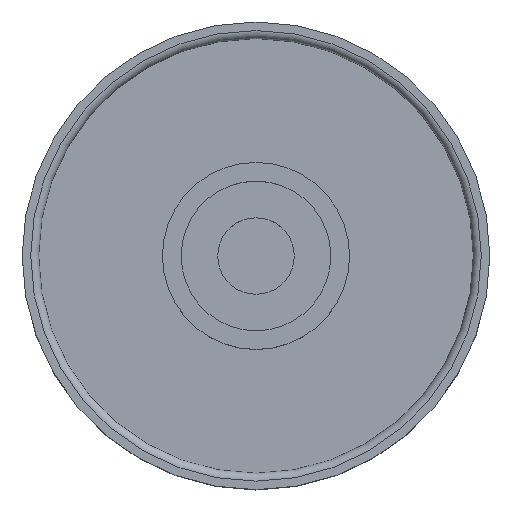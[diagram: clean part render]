
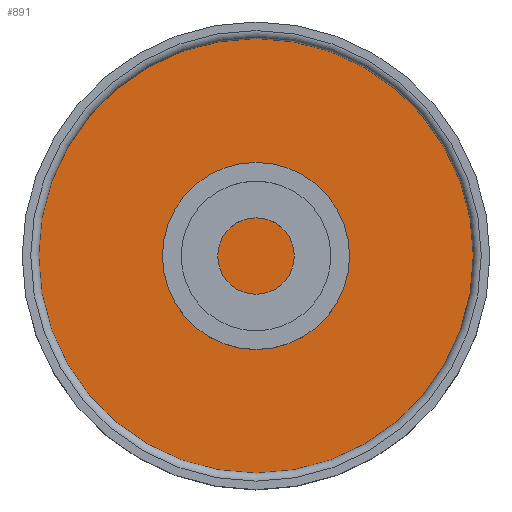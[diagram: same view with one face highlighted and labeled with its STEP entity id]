
A CAD part, top view. The second image highlights one B-rep face of the part: STEP entity #891.
In plain terms, the highlighted planar face has unit normal (0, 0, 1).
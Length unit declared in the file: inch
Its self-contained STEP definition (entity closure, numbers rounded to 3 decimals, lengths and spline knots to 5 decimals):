
#6 = AXIS2_PLACEMENT_3D ( 'NONE', #279, #294, #869 ) ;
#17 = FACE_BOUND ( 'NONE', #829, .T. ) ;
#37 = EDGE_CURVE ( 'NONE', #660, #326, #40, .T. ) ;
#38 = VERTEX_POINT ( 'NONE', #140 ) ;
#40 = CIRCLE ( 'NONE', #427, 0.28125 ) ;
#65 = LINE ( 'NONE', #432, #835 ) ;
#66 = DIRECTION ( 'NONE',  ( 0.667, -0.745, 0. ) ) ;
#68 = EDGE_CURVE ( 'NONE', #210, #361, #723, .T. ) ;
#104 = CIRCLE ( 'NONE', #633, 0.31496 ) ;
#117 = ORIENTED_EDGE ( 'NONE', *, *, #37, .F. ) ;
#131 = CARTESIAN_POINT ( 'NONE',  ( 0., 0., 0.0625 ) ) ;
#140 = CARTESIAN_POINT ( 'NONE',  ( 0.20997, 0.23476, 0.0625 ) ) ;
#141 = EDGE_CURVE ( 'NONE', #684, #927, #501, .T. ) ;
#144 = CARTESIAN_POINT ( 'NONE',  ( 0., 0., 0.0625 ) ) ;
#148 = AXIS2_PLACEMENT_3D ( 'NONE', #144, #426, #152 ) ;
#152 = DIRECTION ( 'NONE',  ( 1., 0., 0. ) ) ;
#153 = ORIENTED_EDGE ( 'NONE', *, *, #155, .F. ) ;
#155 = EDGE_CURVE ( 'NONE', #644, #684, #517, .T. ) ;
#157 = DIRECTION ( 'NONE',  ( 1., 0., 0. ) ) ;
#159 = CARTESIAN_POINT ( 'NONE',  ( 0.20997, -0.23476, 0.0625 ) ) ;
#177 = EDGE_CURVE ( 'NONE', #927, #38, #104, .T. ) ;
#180 = VECTOR ( 'NONE', #840, 39.37008 ) ;
#201 = EDGE_LOOP ( 'NONE', ( #237, #677, #389, #117 ) ) ;
#210 = VERTEX_POINT ( 'NONE', #319 ) ;
#233 = EDGE_CURVE ( 'NONE', #799, #799, #894, .T. ) ;
#235 = DIRECTION ( 'NONE',  ( 1., 0., 0. ) ) ;
#237 = ORIENTED_EDGE ( 'NONE', *, *, #687, .F. ) ;
#251 = EDGE_LOOP ( 'NONE', ( #341 ) ) ;
#256 = LINE ( 'NONE', #559, #339 ) ;
#279 = CARTESIAN_POINT ( 'NONE',  ( 0., 0., 0.0625 ) ) ;
#294 = DIRECTION ( 'NONE',  ( 0., 0., -1. ) ) ;
#301 = ORIENTED_EDGE ( 'NONE', *, *, #177, .F. ) ;
#303 = DIRECTION ( 'NONE',  ( 1., 0., 0. ) ) ;
#319 = CARTESIAN_POINT ( 'NONE',  ( -0.20997, 0.23476, 0.0625 ) ) ;
#326 = VERTEX_POINT ( 'NONE', #851 ) ;
#334 = CARTESIAN_POINT ( 'NONE',  ( -0.1875, -0.20963, 0.0625 ) ) ;
#339 = VECTOR ( 'NONE', #546, 39.37008 ) ;
#341 = ORIENTED_EDGE ( 'NONE', *, *, #233, .T. ) ;
#343 = CARTESIAN_POINT ( 'NONE',  ( 0.1875, 0.20963, 0.0625 ) ) ;
#352 = AXIS2_PLACEMENT_3D ( 'NONE', #882, #391, #235 ) ;
#361 = VERTEX_POINT ( 'NONE', #698 ) ;
#379 = PLANE ( 'NONE',  #352 ) ;
#389 = ORIENTED_EDGE ( 'NONE', *, *, #414, .F. ) ;
#391 = DIRECTION ( 'NONE',  ( 0., 0., 1. ) ) ;
#414 = EDGE_CURVE ( 'NONE', #326, #210, #695, .T. ) ;
#426 = DIRECTION ( 'NONE',  ( 0., 0., 1. ) ) ;
#427 = AXIS2_PLACEMENT_3D ( 'NONE', #131, #516, #802 ) ;
#432 = CARTESIAN_POINT ( 'NONE',  ( 0.1875, 0.20963, 0.0625 ) ) ;
#495 = EDGE_CURVE ( 'NONE', #38, #644, #65, .T. ) ;
#501 = LINE ( 'NONE', #567, #590 ) ;
#516 = DIRECTION ( 'NONE',  ( 0., 0., -1. ) ) ;
#517 = CIRCLE ( 'NONE', #6, 0.28125 ) ;
#541 = ORIENTED_EDGE ( 'NONE', *, *, #141, .F. ) ;
#546 = DIRECTION ( 'NONE',  ( 0.667, 0.745, 0. ) ) ;
#556 = CARTESIAN_POINT ( 'NONE',  ( -0.1875, 0.20963, 0.0625 ) ) ;
#559 = CARTESIAN_POINT ( 'NONE',  ( -0.1875, -0.20963, 0.0625 ) ) ;
#567 = CARTESIAN_POINT ( 'NONE',  ( 0.1875, -0.20963, 0.0625 ) ) ;
#586 = FACE_BOUND ( 'NONE', #201, .T. ) ;
#590 = VECTOR ( 'NONE', #66, 39.37008 ) ;
#594 = CARTESIAN_POINT ( 'NONE',  ( 0.84482, 0., 0.0625 ) ) ;
#633 = AXIS2_PLACEMENT_3D ( 'NONE', #735, #738, #303 ) ;
#644 = VERTEX_POINT ( 'NONE', #343 ) ;
#660 = VERTEX_POINT ( 'NONE', #334 ) ;
#677 = ORIENTED_EDGE ( 'NONE', *, *, #68, .F. ) ;
#684 = VERTEX_POINT ( 'NONE', #900 ) ;
#687 = EDGE_CURVE ( 'NONE', #361, #660, #256, .T. ) ;
#695 = LINE ( 'NONE', #556, #180 ) ;
#698 = CARTESIAN_POINT ( 'NONE',  ( -0.20997, -0.23476, 0.0625 ) ) ;
#707 = AXIS2_PLACEMENT_3D ( 'NONE', #753, #823, #157 ) ;
#723 = CIRCLE ( 'NONE', #148, 0.31496 ) ;
#735 = CARTESIAN_POINT ( 'NONE',  ( 0., 0., 0.0625 ) ) ;
#738 = DIRECTION ( 'NONE',  ( 0., 0., 1. ) ) ;
#753 = CARTESIAN_POINT ( 'NONE',  ( 0., 0., 0.0625 ) ) ;
#799 = VERTEX_POINT ( 'NONE', #594 ) ;
#802 = DIRECTION ( 'NONE',  ( 1., 0., 0. ) ) ;
#810 = FACE_OUTER_BOUND ( 'NONE', #251, .T. ) ;
#813 = ORIENTED_EDGE ( 'NONE', *, *, #495, .F. ) ;
#823 = DIRECTION ( 'NONE',  ( 0., 0., 1. ) ) ;
#829 = EDGE_LOOP ( 'NONE', ( #301, #541, #153, #813 ) ) ;
#835 = VECTOR ( 'NONE', #936, 39.37008 ) ;
#840 = DIRECTION ( 'NONE',  ( -0.667, 0.745, 0. ) ) ;
#851 = CARTESIAN_POINT ( 'NONE',  ( -0.1875, 0.20963, 0.0625 ) ) ;
#869 = DIRECTION ( 'NONE',  ( 1., 0., 0. ) ) ;
#882 = CARTESIAN_POINT ( 'NONE',  ( 0., 0., 0.0625 ) ) ;
#891 = ADVANCED_FACE ( 'NONE', ( #810, #17, #586 ), #379, .T. ) ;
#894 = CIRCLE ( 'NONE', #707, 0.84482 ) ;
#900 = CARTESIAN_POINT ( 'NONE',  ( 0.1875, -0.20963, 0.0625 ) ) ;
#927 = VERTEX_POINT ( 'NONE', #159 ) ;
#936 = DIRECTION ( 'NONE',  ( -0.667, -0.745, 0. ) ) ;
